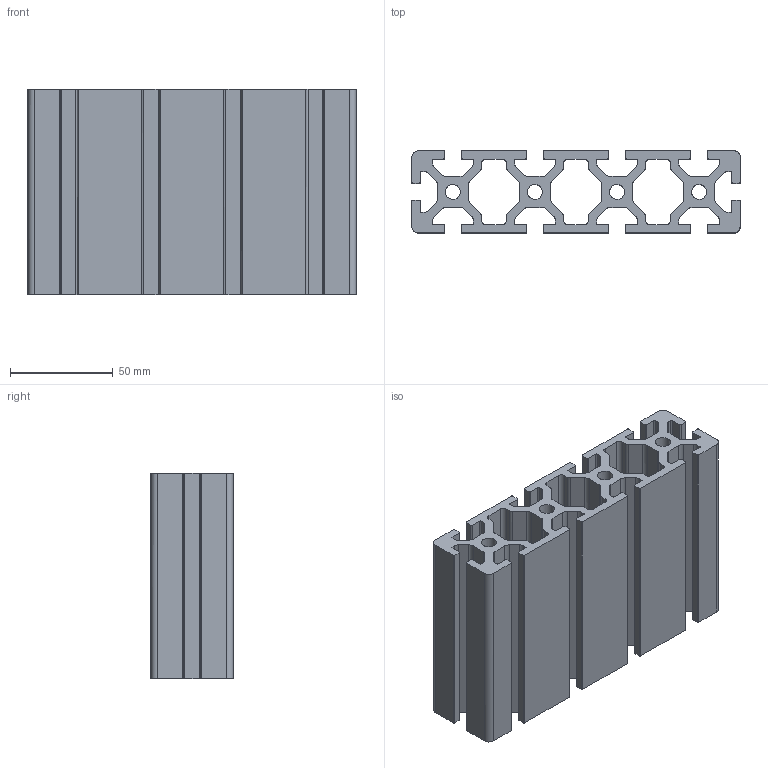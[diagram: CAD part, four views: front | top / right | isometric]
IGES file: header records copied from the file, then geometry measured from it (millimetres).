
Global section: file name: 104016; native system: Autodesk Inventor 2016; preprocessor: unknown; author: Roudná,; organization: 11; date: 20180429.153149; units: millimetre
Bounding box: 160 x 40 x 100 mm (x, y, z)
Volume: 272893.2 mm3; surface area: 123028.6 mm2
Topology: 1 solids, 1 shells, 286 faces, 856 edges, 572 vertices
Faces by surface type: bspline 286
